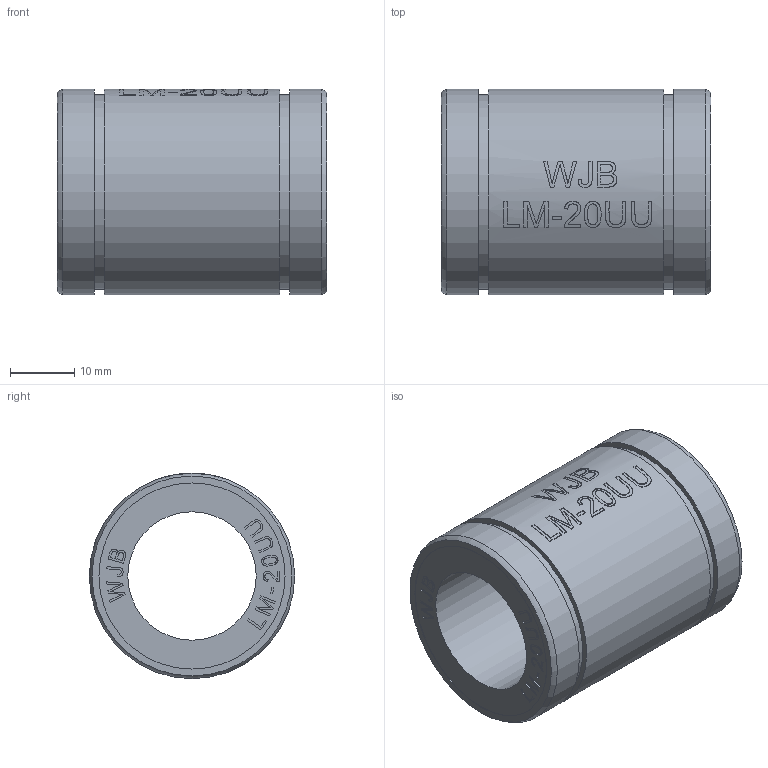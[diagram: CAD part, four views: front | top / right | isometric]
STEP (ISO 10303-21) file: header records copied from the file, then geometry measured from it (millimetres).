
FILE_DESCRIPTION(/* description */ (''),/* implementation_level */ '2;1');
FILE_NAME(/* name */ 'WJB-LM-20UU.stp',/* time_stamp */ '2019-01-27T11:31:33+08:00',/* author */ (''),/* organization */ (''),/* preprocessor_version */ 'ST-DEVELOPER v11',/* originating_system */ 'SIEMENS UGS NX 6.0',/* authorisation */ '');
FILE_SCHEMA (('AUTOMOTIVE_DESIGN { 1 0 10303 214 1 1 1 1 }'));
Length unit declared in the file: millimetre
Products named in the file (1): ROCKE321yzwe
Bounding box: 42 x 32 x 32 mm (x, y, z)
Volume: 20203.5 mm3; surface area: 8139.5 mm2
Topology: 1 solids, 1 shells, 276 faces, 685 edges, 456 vertices
Faces by surface type: plane 166, extrusion 87, cylinder 21, torus 2
Full cylindrical faces by diameter (mm): 20 x1, 29 x2, 30.3 x2, 32 x3
Entity records: 10844 total; most frequent: CARTESIAN_POINT 4725, ORIENTED_EDGE 1350, DIRECTION 940, EDGE_CURVE 675, VERTEX_POINT 456, VECTOR 440, LINE 353, B_SPLINE_CURVE_WITH_KNOTS 349
